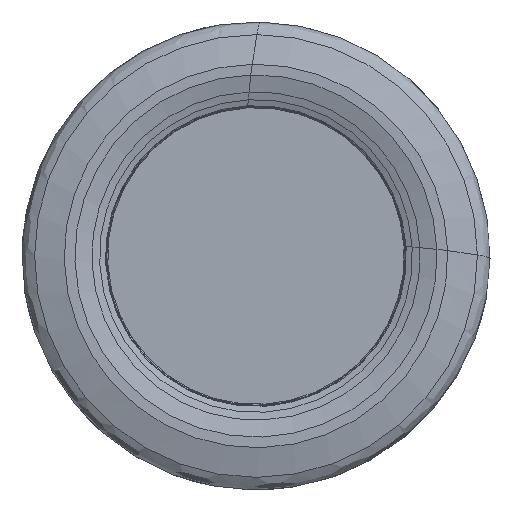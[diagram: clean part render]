
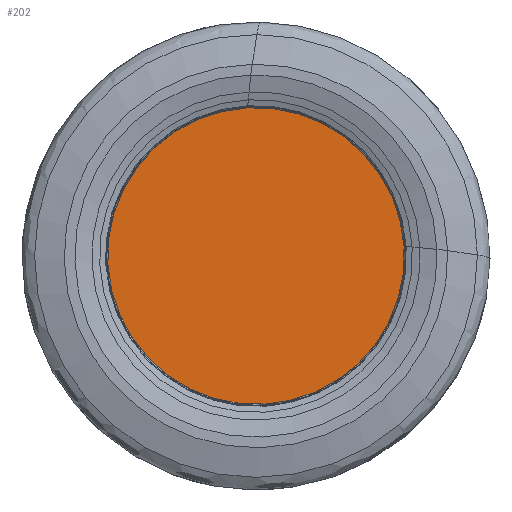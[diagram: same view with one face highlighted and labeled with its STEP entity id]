
A CAD part, left-side view. The second image highlights one B-rep face of the part: STEP entity #202.
In plain terms, the highlighted planar face has unit normal (-1, 0, 0).
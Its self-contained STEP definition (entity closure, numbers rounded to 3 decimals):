
#32=PLANE('',#1040);
#202=ADVANCED_FACE('',(#312),#32,.F.);
#312=FACE_OUTER_BOUND('',#380,.T.);
#380=EDGE_LOOP('',(#686));
#463=CIRCLE('',#1039,10.204);
#686=ORIENTED_EDGE('',*,*,#887,.T.);
#769=VERTEX_POINT('',#2276);
#887=EDGE_CURVE('',#769,#769,#463,.T.);
#1039=AXIS2_PLACEMENT_3D('',#2275,#1263,#1264);
#1040=AXIS2_PLACEMENT_3D('',#2294,#1266,#1267);
#1263=DIRECTION('',(-1.,0.,0.));
#1264=DIRECTION('',(0.,0.,1.));
#1266=DIRECTION('',(1.,0.,0.));
#1267=DIRECTION('',(0.,0.,-1.));
#2275=CARTESIAN_POINT('',(1.,0.,0.));
#2276=CARTESIAN_POINT('',(1.,0.,10.204));
#2294=CARTESIAN_POINT('',(1.,10.204,0.));
